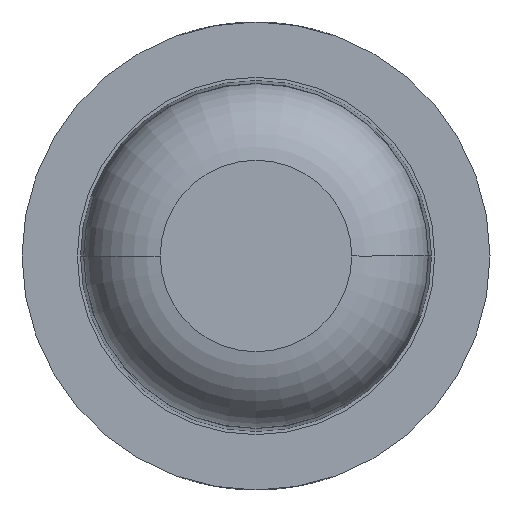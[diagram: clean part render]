
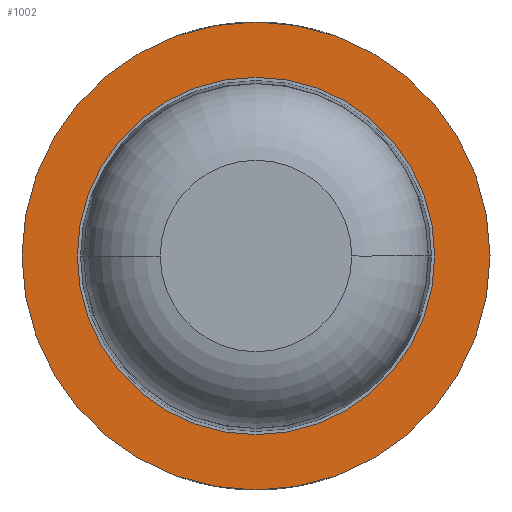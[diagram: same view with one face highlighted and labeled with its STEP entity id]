
A CAD part, front view. The second image highlights one B-rep face of the part: STEP entity #1002.
In plain terms, the highlighted planar face has unit normal (0, -1, 0).
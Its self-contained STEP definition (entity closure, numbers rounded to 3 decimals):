
#64 = DIRECTION ( 'NONE',  ( -1., 0., 0. ) ) ;
#82 = CARTESIAN_POINT ( 'NONE',  ( 0., -7., 0. ) ) ;
#280 = ORIENTED_EDGE ( 'NONE', *, *, #1387, .T. ) ;
#396 = DIRECTION ( 'NONE',  ( 0., 1., 0. ) ) ;
#543 = DIRECTION ( 'NONE',  ( 0., 1., 0. ) ) ;
#575 = AXIS2_PLACEMENT_3D ( 'NONE', #2590, #543, #2279 ) ;
#615 = VERTEX_POINT ( 'NONE', #1145 ) ;
#719 = FACE_BOUND ( 'NONE', #3349, .T. ) ;
#829 = AXIS2_PLACEMENT_3D ( 'NONE', #1749, #3124, #2826 ) ;
#854 = CIRCLE ( 'NONE', #4103, 1.1 ) ;
#1002 = ADVANCED_FACE ( 'Defeature ausgef�hrt2_9', ( #3654, #719 ), #2812, .F. ) ;
#1061 = ORIENTED_EDGE ( 'NONE', *, *, #1866, .T. ) ;
#1140 = CIRCLE ( 'NONE', #575, 0.825 ) ;
#1145 = CARTESIAN_POINT ( 'NONE',  ( 0.825, -7., 0. ) ) ;
#1163 = VERTEX_POINT ( 'NONE', #1824 ) ;
#1292 = ORIENTED_EDGE ( 'NONE', *, *, #4022, .F. ) ;
#1322 = AXIS2_PLACEMENT_3D ( 'NONE', #82, #396, #64 ) ;
#1358 = CIRCLE ( 'NONE', #3194, 0.825 ) ;
#1387 = EDGE_CURVE ( 'Defeature ausgef�hrt2_9+Defeature ausgef�hrt2_8+Defeature ausgef�hrt2_8+Defeature ausgef�hrt2_8', #1651, #615, #1358, .T. ) ;
#1500 = DIRECTION ( 'NONE',  ( 0., 1., 0. ) ) ;
#1651 = VERTEX_POINT ( 'NONE', #2104 ) ;
#1656 = DIRECTION ( 'NONE',  ( -1., 0., 0. ) ) ;
#1749 = CARTESIAN_POINT ( 'NONE',  ( 1.1, -7., 0. ) ) ;
#1772 = CIRCLE ( 'NONE', #1322, 1.1 ) ;
#1824 = CARTESIAN_POINT ( 'NONE',  ( 1.1, -7., 0. ) ) ;
#1866 = EDGE_CURVE ( 'Defeature ausgef�hrt2_9+Defeature ausgef�hrt2_8+Defeature ausgef�hrt2_8+Defeature ausgef�hrt2_8', #615, #1651, #1140, .T. ) ;
#2047 = ORIENTED_EDGE ( 'NONE', *, *, #2176, .F. ) ;
#2081 = EDGE_LOOP ( 'NONE', ( #1292, #2047 ) ) ;
#2104 = CARTESIAN_POINT ( 'NONE',  ( -0.825, -7., 0. ) ) ;
#2176 = EDGE_CURVE ( 'Defeature ausgef�hrt2_0+Defeature ausgef�hrt2_9+Defeature ausgef�hrt2_9+Defeature ausgef�hrt2_9', #1163, #3768, #1772, .T. ) ;
#2187 = DIRECTION ( 'NONE',  ( -1., 0., 0. ) ) ;
#2279 = DIRECTION ( 'NONE',  ( -1., 0., 0. ) ) ;
#2590 = CARTESIAN_POINT ( 'NONE',  ( 0., -7., 0. ) ) ;
#2687 = CARTESIAN_POINT ( 'NONE',  ( 0., -7., 0. ) ) ;
#2812 = PLANE ( 'NONE',  #829 ) ;
#2826 = DIRECTION ( 'NONE',  ( -1., 0., 0. ) ) ;
#3108 = CARTESIAN_POINT ( 'NONE',  ( -1.1, -7., 0. ) ) ;
#3124 = DIRECTION ( 'NONE',  ( 0., 1., 0. ) ) ;
#3194 = AXIS2_PLACEMENT_3D ( 'NONE', #2687, #4008, #1656 ) ;
#3349 = EDGE_LOOP ( 'NONE', ( #280, #1061 ) ) ;
#3654 = FACE_OUTER_BOUND ( 'NONE', #2081, .T. ) ;
#3768 = VERTEX_POINT ( 'NONE', #3108 ) ;
#3922 = CARTESIAN_POINT ( 'NONE',  ( 0., -7., 0. ) ) ;
#4008 = DIRECTION ( 'NONE',  ( 0., 1., 0. ) ) ;
#4022 = EDGE_CURVE ( 'Defeature ausgef�hrt2_0+Defeature ausgef�hrt2_9+Defeature ausgef�hrt2_9+Defeature ausgef�hrt2_9', #3768, #1163, #854, .T. ) ;
#4103 = AXIS2_PLACEMENT_3D ( 'NONE', #3922, #1500, #2187 ) ;
